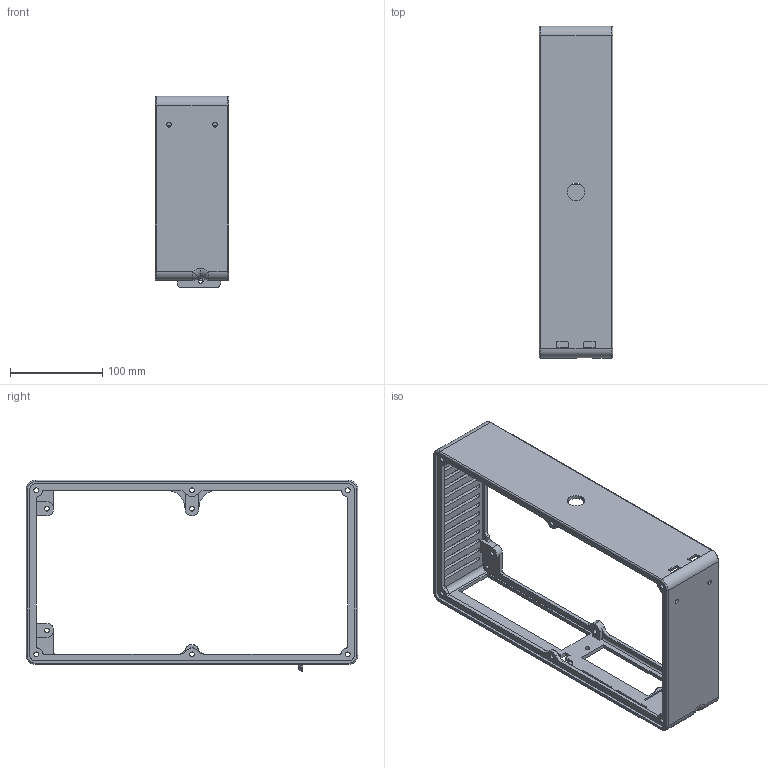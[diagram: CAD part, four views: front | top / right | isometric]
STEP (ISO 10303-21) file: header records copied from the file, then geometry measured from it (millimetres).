
FILE_DESCRIPTION (( 'STEP AP214' ), '1' );
FILE_NAME ('Case V4.STEP', '2019-01-07T20:17:11', ( '' ), ( '' ), 'SwSTEP 2.0', 'SolidWorks 2017', '' );
FILE_SCHEMA (( 'AUTOMOTIVE_DESIGN' ));
Length unit declared in the file: millimetre
Products named in the file (1): Case V4
Bounding box: 80 x 360 x 208 mm (x, y, z)
Volume: 358866.2 mm3; surface area: 197821.9 mm2
Topology: 1 solids, 1 shells, 325 faces, 920 edges, 596 vertices
Faces by surface type: cylinder 168, plane 136, torus 17, cone 2, sphere 2
Entity records: 10826 total; most frequent: DIRECTION 1936, CARTESIAN_POINT 1860, ORIENTED_EDGE 1836, EDGE_CURVE 918, AXIS2_PLACEMENT_3D 694, VERTEX_POINT 596, LINE 548, VECTOR 548
